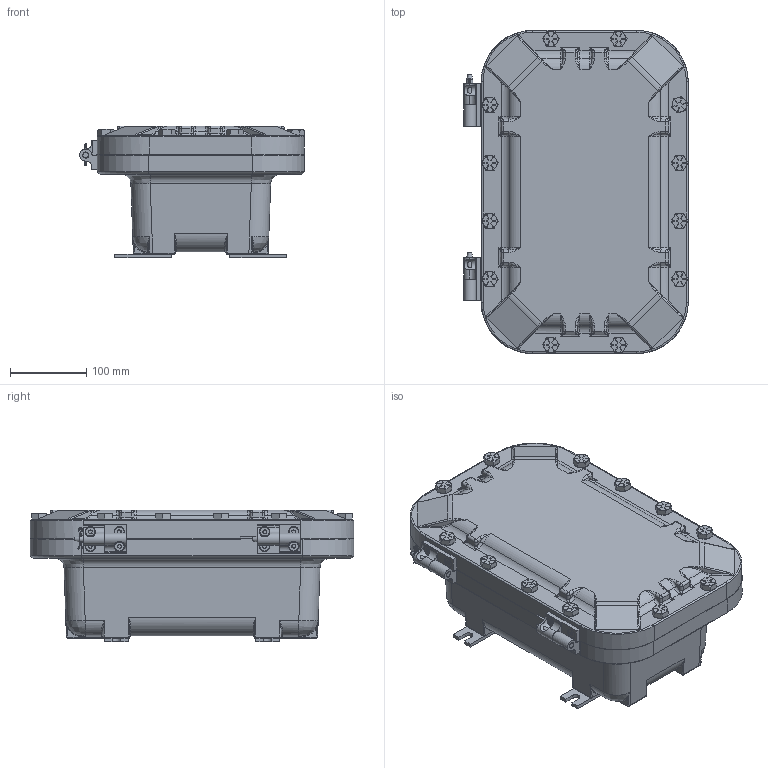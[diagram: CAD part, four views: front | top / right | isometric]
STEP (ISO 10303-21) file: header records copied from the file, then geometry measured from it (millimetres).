
FILE_DESCRIPTION(/* description */ (''),/* implementation_level */ '2;1');
FILE_NAME(/* name */ 'KIL_EXB-6124 N34.stp',/* time_stamp */ '2017-11-21T14:23:43+06:00',/* author */ ('ypadmaraja'),/* organization */ (''),/* preprocessor_version */ 'ST-DEVELOPER v16.13',/* originating_system */ 'Autodesk Inventor 2018',/* authorisation */ '');
FILE_SCHEMA (('AUTOMOTIVE_DESIGN { 1 0 10303 214 3 1 1 }'));
Length unit declared in the file: inch
Products named in the file (13): EXB-6124 N34; 21078; 21076; 0720361B; Hinge 11B; 18094; Hinge 11T; 18095; 18093; SAE J487a - 1/8 x 3/4    Extended Prong Square Cut Type; 18147AABB; 15688; 15703
Assembly tree (41 placements, depth 3):
  EXB-6124 N34
    21078
    21076
    0720361B  x12
    Hinge 11B
      18094
      18093
    Hinge 11T
      18095
      18093
      SAE J487a - 1/8 x 3/4    Extended Prong Square Cut Type
    18147AABB  x8
    15688  x4
    15703  x8
Bounding box: 294.48 x 423.93 x 172.78 mm (x, y, z)
Volume: 7023762.1 mm3; surface area: 825216.6 mm2
Topology: 41 solids, 41 shells, 2870 faces, 7403 edges, 4580 vertices
Faces by surface type: plane 1736, cylinder 458, cone 311, bspline 229, torus 92, sphere 44
Full cylindrical faces by diameter (mm): 2.779 x1, 4.978 x17, 5.613 x8, 6.144 x8, 6.198 x8, 6.746 x8, 7.144 x8, 7.798 x4, 8.075 x2, 8.077 x4, 10.592 x12, 12.418 x8, 12.423 x12, 13.494 x24, 19.05 x12
Entity records: 42791 total; most frequent: CARTESIAN_POINT 13676, ORIENTED_EDGE 5850, DIRECTION 5799, EDGE_CURVE 2925, AXIS2_PLACEMENT_3D 2181, VERTEX_POINT 1859, EDGE_LOOP 1510, LINE 1437
